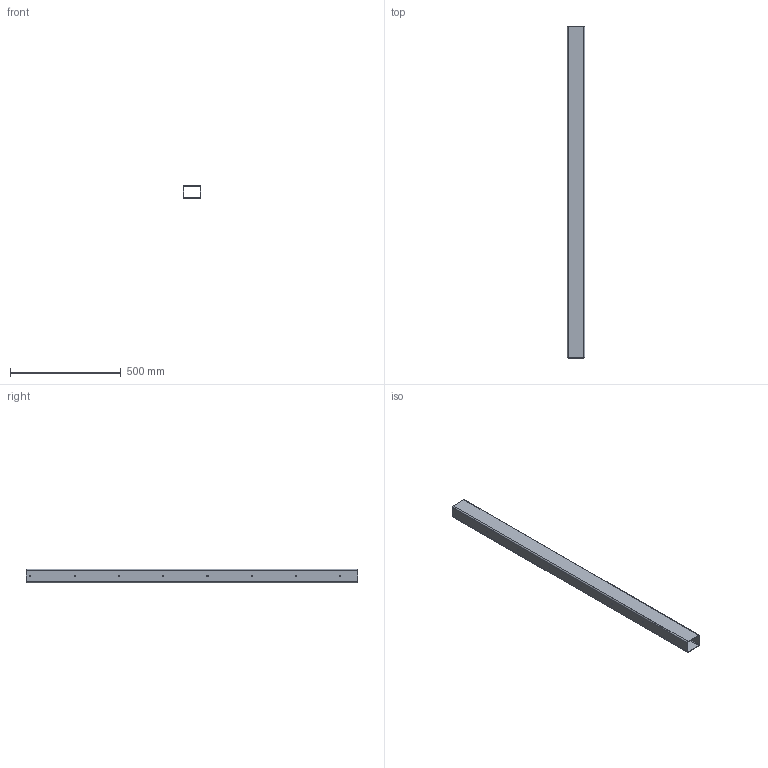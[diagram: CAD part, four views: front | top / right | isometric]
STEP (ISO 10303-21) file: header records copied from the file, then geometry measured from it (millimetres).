
FILE_DESCRIPTION(/* description */ ('STEP AP214'),/* implementation_level */ '2;1');
FILE_NAME(/* name */ '689cadf9f4ae54176f029a7a',/* time_stamp */ '2025-08-13T15:23:38Z',/* author */ (''),/* organization */ (''),/* preprocessor_version */ 'ST-DEVELOPER v20',/* originating_system */ 'ONSHAPE BY PTC INC, 1.202',/* authorisation */ ' ');
FILE_SCHEMA (('AUTOMOTIVE_DESIGN {1 0 10303 214 3 1 1}'));
Length unit declared in the file: metre
Products named in the file (1): TUBE RECTANGULAIRE
Bounding box: 80 x 1500 x 60 mm (x, y, z)
Volume: 1170292 mm3; surface area: 782510.3 mm2
Topology: 1 solids, 1 shells, 34 faces, 96 edges, 64 vertices
Faces by surface type: cylinder 24, plane 10
Full cylindrical faces by diameter (mm): 5 x16
Entity records: 1146 total; most frequent: DIRECTION 198, CARTESIAN_POINT 179, ORIENTED_EDGE 160, EDGE_LOOP 84, FACE_BOUND 84, AXIS2_PLACEMENT_3D 83, EDGE_CURVE 80, VERTEX_POINT 64
